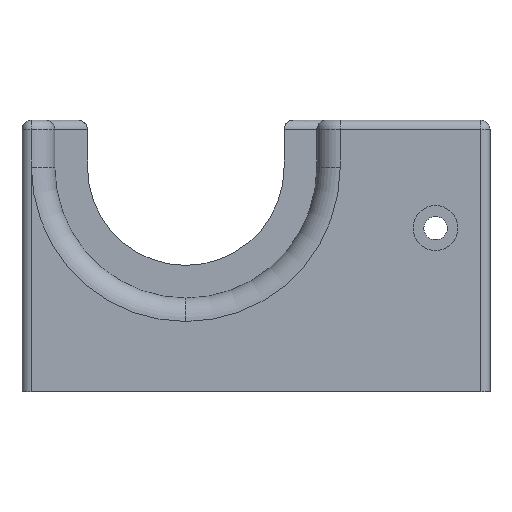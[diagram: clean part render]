
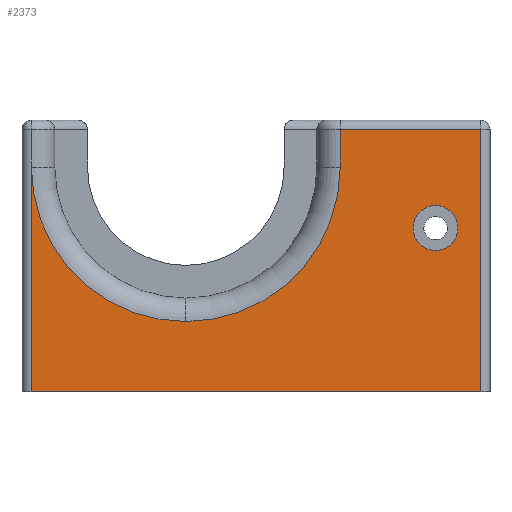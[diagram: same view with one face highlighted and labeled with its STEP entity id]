
A CAD part, left-side view. The second image highlights one B-rep face of the part: STEP entity #2373.
In plain terms, the highlighted planar face has unit normal (-1, 0, 0).
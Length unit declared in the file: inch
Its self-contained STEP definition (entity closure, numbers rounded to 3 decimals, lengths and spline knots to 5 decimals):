
#13 = EDGE_CURVE ( 'NONE', #1213, #437, #2155, .T. ) ;
#15 = VERTEX_POINT ( 'NONE', #1457 ) ;
#65 = LINE ( 'NONE', #2807, #1296 ) ;
#83 = CARTESIAN_POINT ( 'NONE',  ( 0., 0.875, 1.2 ) ) ;
#118 = EDGE_CURVE ( 'NONE', #1081, #1031, #696, .T. ) ;
#212 = DIRECTION ( 'NONE',  ( 0., 0., 1. ) ) ;
#286 = EDGE_LOOP ( 'NONE', ( #2778, #2492 ) ) ;
#338 = DIRECTION ( 'NONE',  ( 0., 0., -1. ) ) ;
#434 = DIRECTION ( 'NONE',  ( 0., 1., 0. ) ) ;
#437 = VERTEX_POINT ( 'NONE', #2741 ) ;
#487 = AXIS2_PLACEMENT_3D ( 'NONE', #3121, #1682, #212 ) ;
#512 = ORIENTED_EDGE ( 'NONE', *, *, #118, .T. ) ;
#559 = CARTESIAN_POINT ( 'NONE',  ( 0., -0.459, 0.994 ) ) ;
#612 = VECTOR ( 'NONE', #857, 39.37008 ) ;
#687 = CARTESIAN_POINT ( 'NONE',  ( 0., -0.7, 1.45 ) ) ;
#692 = CARTESIAN_POINT ( 'NONE',  ( 0., 0.875, 0.375 ) ) ;
#696 = LINE ( 'NONE', #2098, #612 ) ;
#736 = CARTESIAN_POINT ( 'NONE',  ( 0., 0.05, 1.4 ) ) ;
#740 = EDGE_CURVE ( 'NONE', #15, #1213, #65, .T. ) ;
#769 = DIRECTION ( 'NONE',  ( 0., 0., -1. ) ) ;
#818 = ORIENTED_EDGE ( 'NONE', *, *, #1460, .T. ) ;
#857 = DIRECTION ( 'NONE',  ( 0., 0., -1. ) ) ;
#884 = CARTESIAN_POINT ( 'NONE',  ( 0., 1.7, 0. ) ) ;
#914 = CARTESIAN_POINT ( 'NONE',  ( 0., -0.459, 0.874 ) ) ;
#916 = CARTESIAN_POINT ( 'NONE',  ( 0., -0.459, 0.754 ) ) ;
#971 = ORIENTED_EDGE ( 'NONE', *, *, #13, .T. ) ;
#979 = LINE ( 'NONE', #2597, #2840 ) ;
#1000 = PLANE ( 'NONE',  #2608 ) ;
#1006 = VERTEX_POINT ( 'NONE', #692 ) ;
#1009 = CARTESIAN_POINT ( 'NONE',  ( 0., -0.7, 1.4 ) ) ;
#1031 = VERTEX_POINT ( 'NONE', #2666 ) ;
#1059 = CARTESIAN_POINT ( 'NONE',  ( 0., 0.875, 1.2 ) ) ;
#1081 = VERTEX_POINT ( 'NONE', #736 ) ;
#1152 = AXIS2_PLACEMENT_3D ( 'NONE', #914, #2614, #1158 ) ;
#1158 = DIRECTION ( 'NONE',  ( 0., 0., 1. ) ) ;
#1173 = FACE_BOUND ( 'NONE', #286, .T. ) ;
#1213 = VERTEX_POINT ( 'NONE', #884 ) ;
#1222 = AXIS2_PLACEMENT_3D ( 'NONE', #1059, #2761, #1308 ) ;
#1239 = ORIENTED_EDGE ( 'NONE', *, *, #2915, .T. ) ;
#1259 = CIRCLE ( 'NONE', #1222, 0.825 ) ;
#1280 = VERTEX_POINT ( 'NONE', #916 ) ;
#1296 = VECTOR ( 'NONE', #1662, 39.37008 ) ;
#1308 = DIRECTION ( 'NONE',  ( 0., 0., -1. ) ) ;
#1381 = AXIS2_PLACEMENT_3D ( 'NONE', #83, #1807, #338 ) ;
#1453 = EDGE_CURVE ( 'NONE', #1031, #1006, #1259, .T. ) ;
#1457 = CARTESIAN_POINT ( 'NONE',  ( 0., 1.7, 1.2 ) ) ;
#1460 = EDGE_CURVE ( 'NONE', #1006, #15, #2469, .T. ) ;
#1470 = EDGE_LOOP ( 'NONE', ( #2010, #818, #1981, #971, #1239, #2248, #512 ) ) ;
#1503 = VECTOR ( 'NONE', #2665, 39.37008 ) ;
#1662 = DIRECTION ( 'NONE',  ( 0., 0., -1. ) ) ;
#1675 = DIRECTION ( 'NONE',  ( 0., 0., 1. ) ) ;
#1680 = CARTESIAN_POINT ( 'NONE',  ( 0., 0., 0. ) ) ;
#1681 = EDGE_CURVE ( 'NONE', #1280, #2457, #2495, .T. ) ;
#1682 = DIRECTION ( 'NONE',  ( -1., 0., 0. ) ) ;
#1752 = CARTESIAN_POINT ( 'NONE',  ( 0., 0., 0.25 ) ) ;
#1807 = DIRECTION ( 'NONE',  ( 1., 0., 0. ) ) ;
#1876 = VECTOR ( 'NONE', #1675, 39.37008 ) ;
#1981 = ORIENTED_EDGE ( 'NONE', *, *, #740, .T. ) ;
#2010 = ORIENTED_EDGE ( 'NONE', *, *, #1453, .T. ) ;
#2098 = CARTESIAN_POINT ( 'NONE',  ( 0., 0.05, 0.25 ) ) ;
#2155 = LINE ( 'NONE', #1680, #1503 ) ;
#2224 = EDGE_CURVE ( 'NONE', #2382, #1081, #979, .T. ) ;
#2243 = DIRECTION ( 'NONE',  ( 1., 0., 0. ) ) ;
#2248 = ORIENTED_EDGE ( 'NONE', *, *, #2224, .T. ) ;
#2264 = EDGE_CURVE ( 'NONE', #2457, #1280, #2757, .T. ) ;
#2373 = ADVANCED_FACE ( 'NONE', ( #2531, #1173 ), #1000, .F. ) ;
#2382 = VERTEX_POINT ( 'NONE', #1009 ) ;
#2457 = VERTEX_POINT ( 'NONE', #559 ) ;
#2469 = CIRCLE ( 'NONE', #1381, 0.825 ) ;
#2492 = ORIENTED_EDGE ( 'NONE', *, *, #1681, .F. ) ;
#2495 = CIRCLE ( 'NONE', #1152, 0.12 ) ;
#2499 = LINE ( 'NONE', #687, #1876 ) ;
#2531 = FACE_OUTER_BOUND ( 'NONE', #1470, .T. ) ;
#2597 = CARTESIAN_POINT ( 'NONE',  ( 0., 0., 1.4 ) ) ;
#2608 = AXIS2_PLACEMENT_3D ( 'NONE', #1752, #2243, #769 ) ;
#2614 = DIRECTION ( 'NONE',  ( -1., 0., 0. ) ) ;
#2665 = DIRECTION ( 'NONE',  ( 0., -1., 0. ) ) ;
#2666 = CARTESIAN_POINT ( 'NONE',  ( 0., 0.05, 1.2 ) ) ;
#2741 = CARTESIAN_POINT ( 'NONE',  ( 0., -0.7, 0. ) ) ;
#2757 = CIRCLE ( 'NONE', #487, 0.12 ) ;
#2761 = DIRECTION ( 'NONE',  ( 1., 0., 0. ) ) ;
#2778 = ORIENTED_EDGE ( 'NONE', *, *, #2264, .F. ) ;
#2807 = CARTESIAN_POINT ( 'NONE',  ( 0., 1.7, 0.25 ) ) ;
#2840 = VECTOR ( 'NONE', #434, 39.37008 ) ;
#2915 = EDGE_CURVE ( 'NONE', #437, #2382, #2499, .T. ) ;
#3121 = CARTESIAN_POINT ( 'NONE',  ( 0., -0.459, 0.874 ) ) ;
